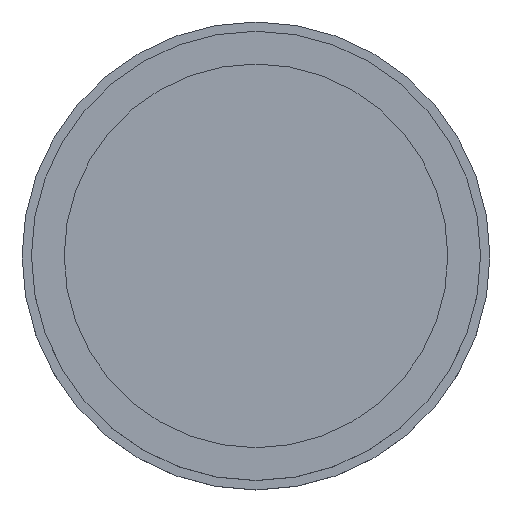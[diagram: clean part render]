
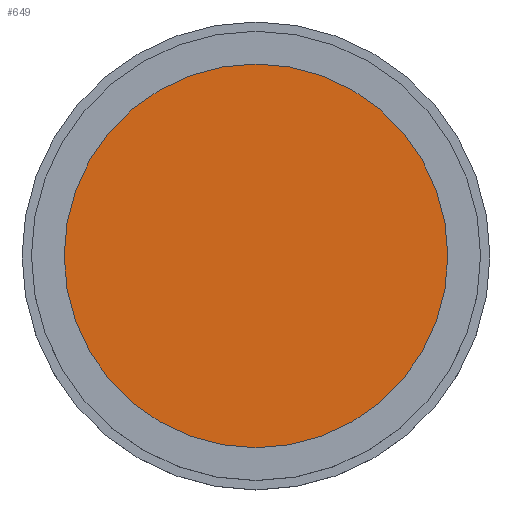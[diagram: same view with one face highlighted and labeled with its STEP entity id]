
A CAD part, top view. The second image highlights one B-rep face of the part: STEP entity #649.
In plain terms, the highlighted planar face has unit normal (0, 0, 1).
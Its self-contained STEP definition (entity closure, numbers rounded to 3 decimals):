
#194=CARTESIAN_POINT('',(0.,0.,7.025));
#195=DIRECTION('',(0.,0.,1.));
#196=DIRECTION('',(1.,0.,0.));
#197=AXIS2_PLACEMENT_3D('',#194,#195,#196);
#199=CARTESIAN_POINT('',(0.,0.,7.025));
#200=DIRECTION('',(0.,0.,1.));
#201=DIRECTION('',(-1.,0.,0.));
#202=AXIS2_PLACEMENT_3D('',#199,#200,#201);
#204=CARTESIAN_POINT('',(10.25,0.,7.025));
#206=VERTEX_POINT('',#204);
#208=CARTESIAN_POINT('',(-10.25,0.,7.025));
#209=VERTEX_POINT('',#208);
#640=CARTESIAN_POINT('',(0.,0.,7.025));
#641=DIRECTION('',(0.,0.,1.));
#642=DIRECTION('',(1.,0.,0.));
#643=AXIS2_PLACEMENT_3D('',#640,#641,#642);
#644=PLANE('',#643);
#645=ORIENTED_EDGE('',*,*,#280,.F.);
#646=ORIENTED_EDGE('',*,*,#255,.F.);
#647=EDGE_LOOP('',(#645,#646));
#648=FACE_OUTER_BOUND('',#647,.F.);
#649=ADVANCED_FACE('',(#648),#644,.T.);
#198=CIRCLE('',#197,10.25);
#203=CIRCLE('',#202,10.25);
#255=EDGE_CURVE('',#209,#206,#203,.T.);
#280=EDGE_CURVE('',#206,#209,#198,.T.);
